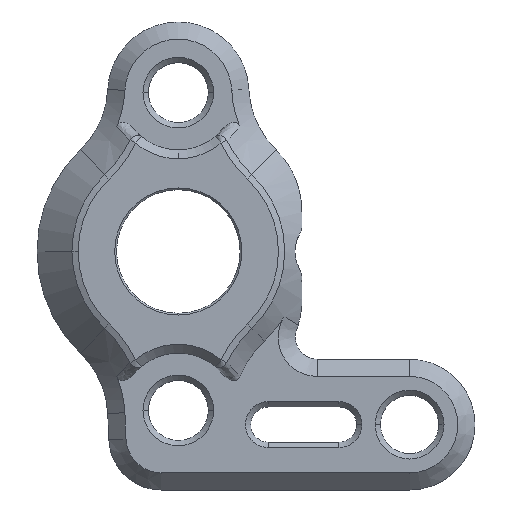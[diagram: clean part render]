
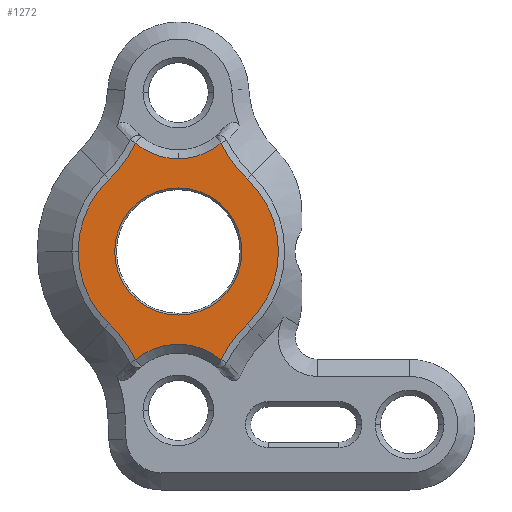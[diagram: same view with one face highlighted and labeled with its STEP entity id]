
A CAD part, top view. The second image highlights one B-rep face of the part: STEP entity #1272.
In plain terms, the highlighted planar face has unit normal (0, 0, 1).
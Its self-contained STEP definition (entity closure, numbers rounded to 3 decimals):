
#32 = EDGE_CURVE ( 'NONE', #1258, #571, #2455, .T. ) ;
#153 = CARTESIAN_POINT ( 'NONE',  ( 2.424, 6.138, 3.9 ) ) ;
#172 = DIRECTION ( 'NONE',  ( 0., 0., -1. ) ) ;
#214 = DIRECTION ( 'NONE',  ( 1., 0., 0. ) ) ;
#227 = AXIS2_PLACEMENT_3D ( 'NONE', #2838, #592, #1576 ) ;
#236 = DIRECTION ( 'NONE',  ( 1., 0., 0. ) ) ;
#239 = VERTEX_POINT ( 'NONE', #1596 ) ;
#287 = DIRECTION ( 'NONE',  ( -1., 0., 0. ) ) ;
#339 = AXIS2_PLACEMENT_3D ( 'NONE', #2366, #3101, #1853 ) ;
#369 = CARTESIAN_POINT ( 'NONE',  ( -3.923, 4.096, 3.9 ) ) ;
#416 = DIRECTION ( 'NONE',  ( 0., 0., -1. ) ) ;
#447 = DIRECTION ( 'NONE',  ( 0., -1., 0. ) ) ;
#488 = VERTEX_POINT ( 'NONE', #2697 ) ;
#494 = CIRCLE ( 'NONE', #1573, 7.328 ) ;
#512 = CARTESIAN_POINT ( 'NONE',  ( -8.992, 9.389, 3.9 ) ) ;
#540 = DIRECTION ( 'NONE',  ( 0., -1., 0. ) ) ;
#542 = CIRCLE ( 'NONE', #2505, 5.672 ) ;
#554 = CIRCLE ( 'NONE', #2357, 5.672 ) ;
#571 = VERTEX_POINT ( 'NONE', #1722 ) ;
#592 = DIRECTION ( 'NONE',  ( 0., 0., -1. ) ) ;
#700 = AXIS2_PLACEMENT_3D ( 'NONE', #2421, #2726, #214 ) ;
#705 = VERTEX_POINT ( 'NONE', #369 ) ;
#740 = DIRECTION ( 'NONE',  ( 1., 0., 0. ) ) ;
#764 = CARTESIAN_POINT ( 'NONE',  ( 3.923, 4.096, 3.9 ) ) ;
#766 = CARTESIAN_POINT ( 'NONE',  ( 0., 0., 3.9 ) ) ;
#795 = VERTEX_POINT ( 'NONE', #3152 ) ;
#867 = VERTEX_POINT ( 'NONE', #1670 ) ;
#969 = CIRCLE ( 'NONE', #227, 3.75 ) ;
#983 = EDGE_CURVE ( 'NONE', #239, #705, #542, .T. ) ;
#989 = CARTESIAN_POINT ( 'NONE',  ( 0., 3.6, 3.9 ) ) ;
#997 = EDGE_CURVE ( 'NONE', #1237, #705, #1218, .T. ) ;
#1012 = ORIENTED_EDGE ( 'NONE', *, *, #997, .T. ) ;
#1018 = FACE_BOUND ( 'NONE', #1124, .T. ) ;
#1022 = DIRECTION ( 'NONE',  ( 0., 0., -1. ) ) ;
#1069 = DIRECTION ( 'NONE',  ( 0., 0., -1. ) ) ;
#1077 = CIRCLE ( 'NONE', #3000, 7.328 ) ;
#1079 = CIRCLE ( 'NONE', #700, 7.328 ) ;
#1115 = AXIS2_PLACEMENT_3D ( 'NONE', #512, #2000, #540 ) ;
#1124 = EDGE_LOOP ( 'NONE', ( #3195, #2597 ) ) ;
#1177 = DIRECTION ( 'NONE',  ( 0., -1., 0. ) ) ;
#1202 = ORIENTED_EDGE ( 'NONE', *, *, #983, .F. ) ;
#1209 = EDGE_CURVE ( 'NONE', #2087, #488, #3146, .T. ) ;
#1218 = CIRCLE ( 'NONE', #1115, 7.328 ) ;
#1227 = CIRCLE ( 'NONE', #1575, 5.672 ) ;
#1237 = VERTEX_POINT ( 'NONE', #1933 ) ;
#1252 = FACE_OUTER_BOUND ( 'NONE', #1739, .T. ) ;
#1258 = VERTEX_POINT ( 'NONE', #989 ) ;
#1272 = ADVANCED_FACE ( 'NONE', ( #1252, #1018 ), #3009, .T. ) ;
#1279 = VERTEX_POINT ( 'NONE', #2761 ) ;
#1309 = EDGE_CURVE ( 'NONE', #867, #795, #1077, .T. ) ;
#1395 = DIRECTION ( 'NONE',  ( 0., -1., 0. ) ) ;
#1434 = CARTESIAN_POINT ( 'NONE',  ( 3.923, -4.096, 3.9 ) ) ;
#1473 = ORIENTED_EDGE ( 'NONE', *, *, #1492, .T. ) ;
#1483 = DIRECTION ( 'NONE',  ( 0., 0., -1. ) ) ;
#1492 = EDGE_CURVE ( 'NONE', #2472, #2087, #494, .T. ) ;
#1495 = ORIENTED_EDGE ( 'NONE', *, *, #2927, .T. ) ;
#1558 = EDGE_CURVE ( 'NONE', #488, #1237, #969, .T. ) ;
#1573 = AXIS2_PLACEMENT_3D ( 'NONE', #1973, #2010, #740 ) ;
#1575 = AXIS2_PLACEMENT_3D ( 'NONE', #2517, #1069, #287 ) ;
#1576 = DIRECTION ( 'NONE',  ( 0., -1., 0. ) ) ;
#1596 = CARTESIAN_POINT ( 'NONE',  ( -5.672, 0., 3.9 ) ) ;
#1669 = CARTESIAN_POINT ( 'NONE',  ( 0., -9., 3.9 ) ) ;
#1670 = CARTESIAN_POINT ( 'NONE',  ( -3.923, -4.096, 3.9 ) ) ;
#1713 = ORIENTED_EDGE ( 'NONE', *, *, #1558, .T. ) ;
#1722 = CARTESIAN_POINT ( 'NONE',  ( 0., -3.6, 3.9 ) ) ;
#1726 = AXIS2_PLACEMENT_3D ( 'NONE', #2949, #3150, #1395 ) ;
#1730 = AXIS2_PLACEMENT_3D ( 'NONE', #2012, #1483, #236 ) ;
#1736 = AXIS2_PLACEMENT_3D ( 'NONE', #1669, #1881, #447 ) ;
#1739 = EDGE_LOOP ( 'NONE', ( #1012, #1202, #2986, #2153, #1495, #2926, #1889, #1473, #1895, #1713 ) ) ;
#1748 = DIRECTION ( 'NONE',  ( 0., 0., 1. ) ) ;
#1767 = DIRECTION ( 'NONE',  ( 1., 0., 0. ) ) ;
#1804 = EDGE_CURVE ( 'NONE', #1279, #3226, #1079, .T. ) ;
#1853 = DIRECTION ( 'NONE',  ( 1., 0., 0. ) ) ;
#1881 = DIRECTION ( 'NONE',  ( 0., 0., -1. ) ) ;
#1889 = ORIENTED_EDGE ( 'NONE', *, *, #2598, .F. ) ;
#1895 = ORIENTED_EDGE ( 'NONE', *, *, #1209, .T. ) ;
#1933 = CARTESIAN_POINT ( 'NONE',  ( -2.424, 6.138, 3.9 ) ) ;
#1973 = CARTESIAN_POINT ( 'NONE',  ( 8.992, 9.389, 3.9 ) ) ;
#1977 = EDGE_CURVE ( 'NONE', #867, #239, #1227, .T. ) ;
#2000 = DIRECTION ( 'NONE',  ( 0., 0., -1. ) ) ;
#2003 = CIRCLE ( 'NONE', #1736, 3.75 ) ;
#2010 = DIRECTION ( 'NONE',  ( 0., 0., -1. ) ) ;
#2012 = CARTESIAN_POINT ( 'NONE',  ( 0., 0., 3.9 ) ) ;
#2087 = VERTEX_POINT ( 'NONE', #153 ) ;
#2105 = CIRCLE ( 'NONE', #339, 3.6 ) ;
#2153 = ORIENTED_EDGE ( 'NONE', *, *, #1309, .T. ) ;
#2237 = CARTESIAN_POINT ( 'NONE',  ( 0., 0., 3.9 ) ) ;
#2308 = DIRECTION ( 'NONE',  ( -1., 0., 0. ) ) ;
#2357 = AXIS2_PLACEMENT_3D ( 'NONE', #2423, #416, #3122 ) ;
#2366 = CARTESIAN_POINT ( 'NONE',  ( 0., 0., 3.9 ) ) ;
#2394 = CARTESIAN_POINT ( 'NONE',  ( -8.992, -9.389, 3.9 ) ) ;
#2421 = CARTESIAN_POINT ( 'NONE',  ( 8.992, -9.389, 3.9 ) ) ;
#2423 = CARTESIAN_POINT ( 'NONE',  ( 0., 0., 3.9 ) ) ;
#2454 = AXIS2_PLACEMENT_3D ( 'NONE', #766, #1748, #1767 ) ;
#2455 = CIRCLE ( 'NONE', #1730, 3.6 ) ;
#2472 = VERTEX_POINT ( 'NONE', #764 ) ;
#2505 = AXIS2_PLACEMENT_3D ( 'NONE', #2237, #1022, #2308 ) ;
#2517 = CARTESIAN_POINT ( 'NONE',  ( 0., 0., 3.9 ) ) ;
#2597 = ORIENTED_EDGE ( 'NONE', *, *, #32, .T. ) ;
#2598 = EDGE_CURVE ( 'NONE', #2472, #3226, #554, .T. ) ;
#2697 = CARTESIAN_POINT ( 'NONE',  ( 0., 5.25, 3.9 ) ) ;
#2726 = DIRECTION ( 'NONE',  ( 0., 0., -1. ) ) ;
#2761 = CARTESIAN_POINT ( 'NONE',  ( 2.424, -6.138, 3.9 ) ) ;
#2821 = EDGE_CURVE ( 'NONE', #571, #1258, #2105, .T. ) ;
#2838 = CARTESIAN_POINT ( 'NONE',  ( 0., 9., 3.9 ) ) ;
#2926 = ORIENTED_EDGE ( 'NONE', *, *, #1804, .T. ) ;
#2927 = EDGE_CURVE ( 'NONE', #795, #1279, #2003, .T. ) ;
#2949 = CARTESIAN_POINT ( 'NONE',  ( 0., 9., 3.9 ) ) ;
#2986 = ORIENTED_EDGE ( 'NONE', *, *, #1977, .F. ) ;
#3000 = AXIS2_PLACEMENT_3D ( 'NONE', #2394, #172, #1177 ) ;
#3009 = PLANE ( 'NONE',  #2454 ) ;
#3101 = DIRECTION ( 'NONE',  ( 0., 0., -1. ) ) ;
#3122 = DIRECTION ( 'NONE',  ( -1., 0., 0. ) ) ;
#3146 = CIRCLE ( 'NONE', #1726, 3.75 ) ;
#3150 = DIRECTION ( 'NONE',  ( 0., 0., -1. ) ) ;
#3152 = CARTESIAN_POINT ( 'NONE',  ( -2.424, -6.138, 3.9 ) ) ;
#3195 = ORIENTED_EDGE ( 'NONE', *, *, #2821, .T. ) ;
#3226 = VERTEX_POINT ( 'NONE', #1434 ) ;
